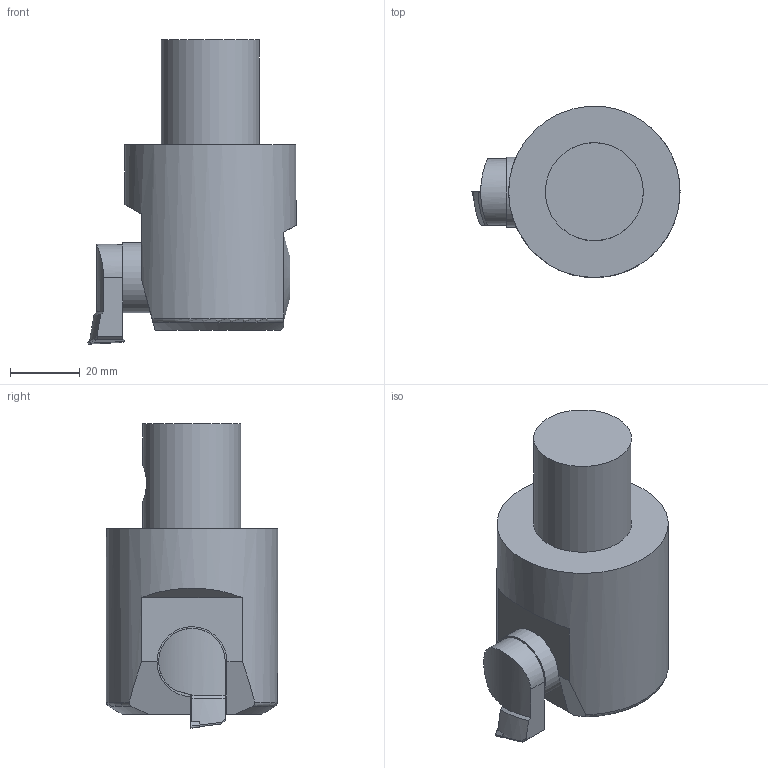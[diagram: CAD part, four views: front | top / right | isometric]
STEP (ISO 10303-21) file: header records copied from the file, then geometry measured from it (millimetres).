
FILE_DESCRIPTION((''),'1');
FILE_NAME('EWN53-95CKB5_ENH5-1_new.stp','2023-03-10T06:41:32',(''),(''),'Spatial Interop R21 SP3','Kubotek KeyCreator 2011 V10.0.2 (22737)',' ');
FILE_SCHEMA(('automotive_design'));
Length unit declared in the file: millimetre
Products named in the file (4): 240[2]; 241[3]
Bounding box: 59.5 x 48.94 x 87 mm (x, y, z)
Volume: 114099.9 mm3; surface area: 18897.5 mm2
Topology: 4 solids, 4 shells, 60 faces, 147 edges, 99 vertices
Faces by surface type: plane 36, cylinder 15, cone 5, torus 2, bspline 2
Full cylindrical faces by diameter (mm): 3.2 x2, 10.3 x1, 20 x2, 28 x1, 49 x1
Entity records: 3554 total; most frequent: CARTESIAN_POINT 703, DIRECTION 277, ORIENTED_EDGE 270, PRESENTATION_STYLE_ASSIGNMENT 263, COLOUR_RGB 263, STYLED_ITEM 199, CURVE_STYLE 199, DRAUGHTING_PRE_DEFINED_CURVE_FONT 199
